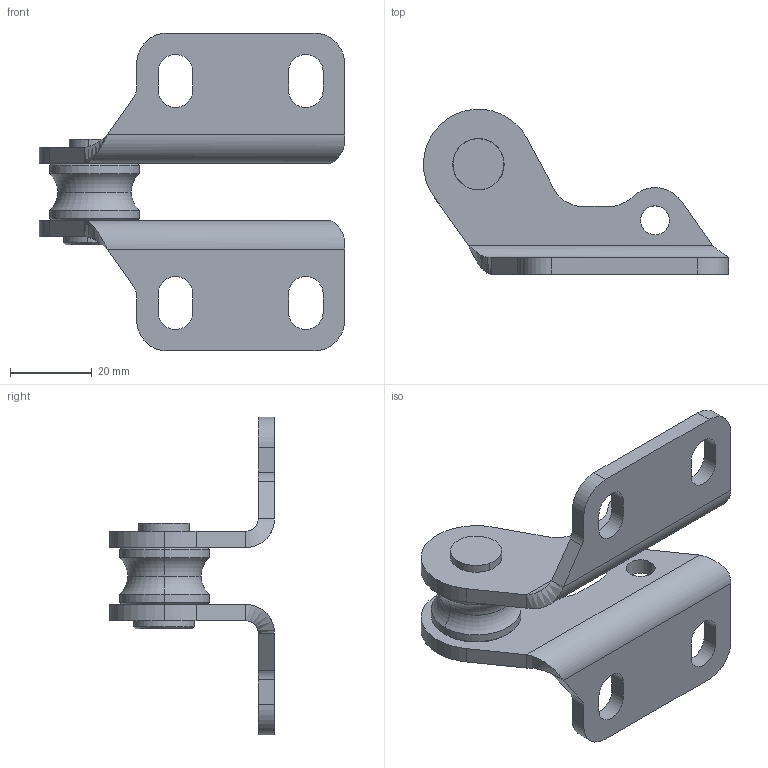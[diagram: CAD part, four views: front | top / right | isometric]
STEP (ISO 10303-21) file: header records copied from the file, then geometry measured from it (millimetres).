
FILE_DESCRIPTION (( 'STEP AP214' ), '1' );
FILE_NAME ('GH-40700-LPSS.STEP', '2018-09-12T07:18:41', ( 'LinWei' ), ( '' ), 'SwSTEP 2.0', 'SolidWorks 2016', '' );
FILE_SCHEMA (( 'AUTOMOTIVE_DESIGN' ));
Length unit declared in the file: millimetre
Products named in the file (5): 440700SS28; 440700SS36; GH-40700-LPSS; 140700SSLP14; 140700SSLP13
Assembly tree (4 placements, depth 2):
  GH-40700-LPSS
    440700SS36
    140700SSLP14
    440700SS28
    140700SSLP13
Bounding box: 74.85 x 40.46 x 78 mm (x, y, z)
Volume: 27123.5 mm3; surface area: 16844 mm2
Topology: 4 solids, 4 shells, 105 faces, 256 edges, 160 vertices
Faces by surface type: cylinder 46, plane 39, cone 10, bspline 6, torus 4
Entity records: 3444 total; most frequent: CARTESIAN_POINT 722, DIRECTION 550, ORIENTED_EDGE 512, EDGE_CURVE 256, AXIS2_PLACEMENT_3D 210, VERTEX_POINT 160, VECTOR 130, LINE 130
